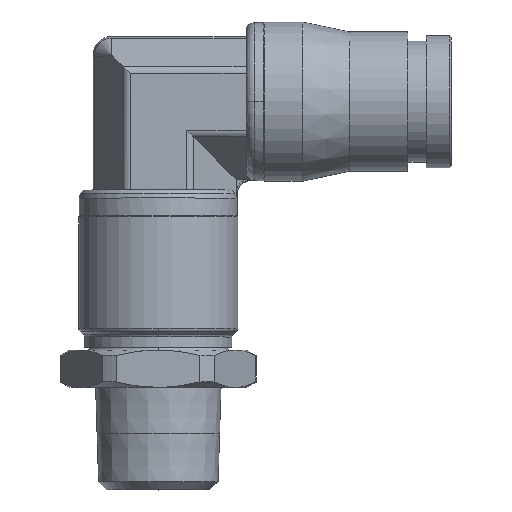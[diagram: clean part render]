
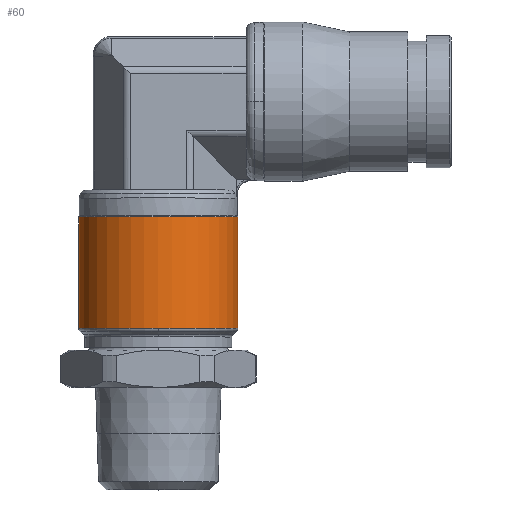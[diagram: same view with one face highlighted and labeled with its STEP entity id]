
A CAD part, top view. The second image highlights one B-rep face of the part: STEP entity #60.
In plain terms, the highlighted cylindrical face has radius 8.55 mm (diameter 17.099 mm), a partial arc.
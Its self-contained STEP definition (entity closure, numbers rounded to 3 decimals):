
#60=ADVANCED_FACE('',(#222),#223,.T.);
#222=FACE_OUTER_BOUND('',#526,.T.);
#223=CYLINDRICAL_SURFACE('',#527,8.55);
#526=EDGE_LOOP('',(#906,#907,#908,#909,#910));
#527=AXIS2_PLACEMENT_3D('',#911,#912,#913);
#906=ORIENTED_EDGE('',*,*,#2018,.F.);
#907=ORIENTED_EDGE('',*,*,#2019,.T.);
#908=ORIENTED_EDGE('',*,*,#2020,.T.);
#909=ORIENTED_EDGE('',*,*,#2021,.F.);
#910=ORIENTED_EDGE('',*,*,#2015,.F.);
#911=CARTESIAN_POINT('',(-31.479,-18.374,0.0));
#912=DIRECTION('',(0.,1.0,0.0));
#913=DIRECTION('',(-1.0,0.,0.0));
#2015=EDGE_CURVE('',#2412,#2415,#2416,.T.);
#2018=EDGE_CURVE('',#2420,#2412,#2421,.T.);
#2019=EDGE_CURVE('',#2420,#2422,#2423,.T.);
#2020=EDGE_CURVE('',#2422,#2424,#2425,.T.);
#2021=EDGE_CURVE('',#2415,#2424,#2426,.T.);
#2412=VERTEX_POINT('',#3048);
#2415=VERTEX_POINT('',#3052);
#2416=CIRCLE('',#3053,8.55);
#2420=VERTEX_POINT('',#3058);
#2421=LINE('',#3059,#3060);
#2422=VERTEX_POINT('',#3061);
#2423=CIRCLE('',#3062,8.55);
#2424=VERTEX_POINT('',#3063);
#2425=CIRCLE('',#3064,8.55);
#2426=LINE('',#3065,#3066);
#3048=CARTESIAN_POINT('',(-40.029,-12.387,0.0));
#3052=CARTESIAN_POINT('',(-22.929,-12.387,0.));
#3053=AXIS2_PLACEMENT_3D('',#4298,#4299,#4300);
#3058=CARTESIAN_POINT('',(-40.029,-24.362,0.0));
#3059=CARTESIAN_POINT('',(-40.029,-18.374,0.));
#3060=VECTOR('',#4305,1.0);
#3061=CARTESIAN_POINT('',(-31.479,-24.362,8.55));
#3062=AXIS2_PLACEMENT_3D('',#4306,#4307,#4308);
#3063=CARTESIAN_POINT('',(-22.929,-24.362,0.));
#3064=AXIS2_PLACEMENT_3D('',#4309,#4310,#4311);
#3065=CARTESIAN_POINT('',(-22.929,-18.374,0.));
#3066=VECTOR('',#4312,1.0);
#4298=CARTESIAN_POINT('',(-31.479,-12.387,0.0));
#4299=DIRECTION('',(0.,1.0,0.0));
#4300=DIRECTION('',(-1.0,0.,0.0));
#4305=DIRECTION('',(0.,1.0,0.0));
#4306=CARTESIAN_POINT('',(-31.479,-24.362,0.0));
#4307=DIRECTION('',(0.,1.0,0.0));
#4308=DIRECTION('',(-1.0,0.,0.0));
#4309=CARTESIAN_POINT('',(-31.479,-24.362,0.0));
#4310=DIRECTION('',(0.,1.0,0.0));
#4311=DIRECTION('',(-1.0,0.,0.0));
#4312=DIRECTION('',(0.,-1.0,-0.0));
